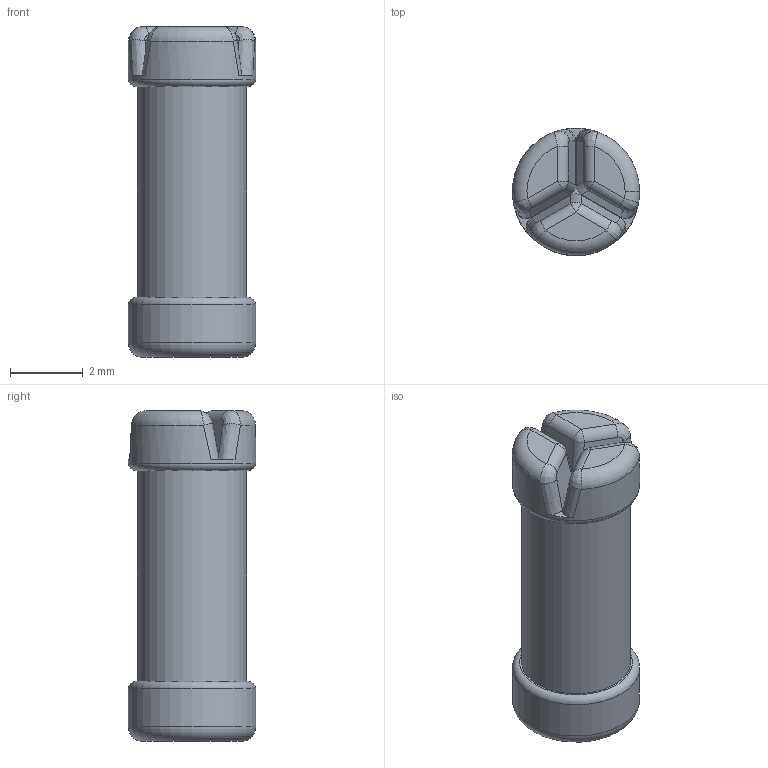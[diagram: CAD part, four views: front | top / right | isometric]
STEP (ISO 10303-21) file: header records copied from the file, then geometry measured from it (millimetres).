
FILE_DESCRIPTION(('FreeCAD Model'),'2;1');
FILE_NAME('Open CASCADE Shape Model','2025-05-03T07:13:21',(''),(''), 'Open CASCADE STEP processor 7.6','FreeCAD','Unknown');
FILE_SCHEMA(('AUTOMOTIVE_DESIGN { 1 0 10303 214 1 1 1 1 }'));
Length unit declared in the file: millimetre
Products named in the file (1): ボディ|体009
Bounding box: 3.5 x 3.5 x 9.1 mm (x, y, z)
Volume: 69.7 mm3; surface area: 117.5 mm2
Topology: 1 solids, 1 shells, 47 faces, 114 edges, 67 vertices
Faces by surface type: bspline 30, torus 7, plane 7, cylinder 3
Full cylindrical faces by diameter (mm): 3 x1, 3.5 x2
Entity records: 3863 total; most frequent: CARTESIAN_POINT 3024, ORIENTED_EDGE 220, EDGE_CURVE 110, DIRECTION 103, VERTEX_POINT 67, FACE_BOUND 49, EDGE_LOOP 49, B_SPLINE_CURVE_WITH_KNOTS 48
